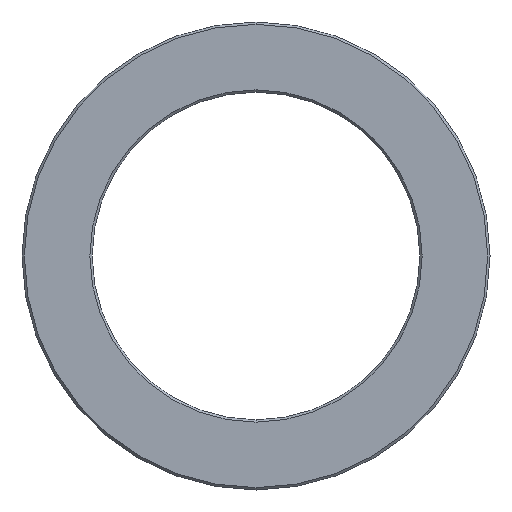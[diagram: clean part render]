
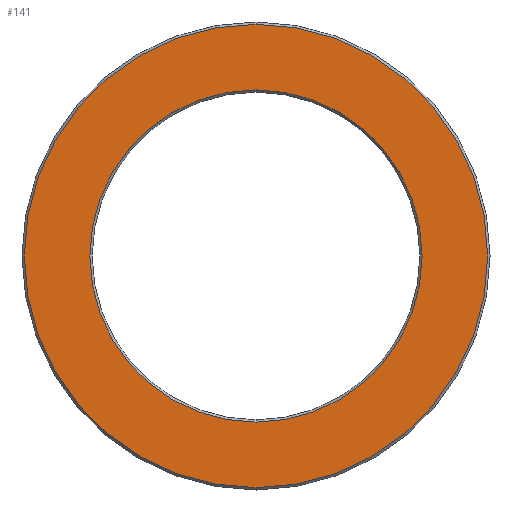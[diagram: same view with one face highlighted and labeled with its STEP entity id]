
A CAD part, front view. The second image highlights one B-rep face of the part: STEP entity #141.
In plain terms, the highlighted planar face has unit normal (0, -1, 0).
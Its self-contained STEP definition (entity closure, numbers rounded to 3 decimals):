
#11 = DIRECTION ( 'NONE',  ( 0., 0., 1. ) ) ;
#36 = DIRECTION ( 'NONE',  ( 0., 0., 1. ) ) ;
#44 = CIRCLE ( 'NONE', #178, 14.2 ) ;
#56 = ORIENTED_EDGE ( 'NONE', *, *, #316, .T. ) ;
#65 = FACE_BOUND ( 'NONE', #147, .T. ) ;
#73 = DIRECTION ( 'NONE',  ( 0., -1., 0. ) ) ;
#95 = EDGE_CURVE ( 'NONE', #139, #134, #44, .T. ) ;
#129 = ORIENTED_EDGE ( 'NONE', *, *, #211, .T. ) ;
#134 = VERTEX_POINT ( 'NONE', #349 ) ;
#138 = DIRECTION ( 'NONE',  ( 0., 0., 1. ) ) ;
#139 = VERTEX_POINT ( 'NONE', #392 ) ;
#140 = CARTESIAN_POINT ( 'NONE',  ( 0., -4., 0. ) ) ;
#141 = ADVANCED_FACE ( 'NONE', ( #65, #383 ), #163, .F. ) ;
#143 = ORIENTED_EDGE ( 'NONE', *, *, #95, .T. ) ;
#147 = EDGE_LOOP ( 'NONE', ( #143, #129 ) ) ;
#163 = PLANE ( 'NONE',  #222 ) ;
#165 = DIRECTION ( 'NONE',  ( 0., 1., 0. ) ) ;
#178 = AXIS2_PLACEMENT_3D ( 'NONE', #317, #189, #36 ) ;
#189 = DIRECTION ( 'NONE',  ( 0., 1., 0. ) ) ;
#197 = DIRECTION ( 'NONE',  ( 0., 1., 0. ) ) ;
#200 = EDGE_LOOP ( 'NONE', ( #245, #56 ) ) ;
#204 = DIRECTION ( 'NONE',  ( 0., 0., 1. ) ) ;
#209 = CARTESIAN_POINT ( 'NONE',  ( 0., -4., 19.8 ) ) ;
#211 = EDGE_CURVE ( 'NONE', #134, #139, #354, .T. ) ;
#221 = AXIS2_PLACEMENT_3D ( 'NONE', #360, #73, #204 ) ;
#222 = AXIS2_PLACEMENT_3D ( 'NONE', #351, #197, #138 ) ;
#245 = ORIENTED_EDGE ( 'NONE', *, *, #257, .T. ) ;
#247 = CIRCLE ( 'NONE', #369, 19.8 ) ;
#257 = EDGE_CURVE ( 'NONE', #297, #352, #247, .T. ) ;
#293 = AXIS2_PLACEMENT_3D ( 'NONE', #299, #165, #11 ) ;
#297 = VERTEX_POINT ( 'NONE', #209 ) ;
#299 = CARTESIAN_POINT ( 'NONE',  ( 0., -4., 0. ) ) ;
#313 = CIRCLE ( 'NONE', #221, 19.8 ) ;
#316 = EDGE_CURVE ( 'NONE', #352, #297, #313, .T. ) ;
#317 = CARTESIAN_POINT ( 'NONE',  ( 0., -4., 0. ) ) ;
#349 = CARTESIAN_POINT ( 'NONE',  ( 0., -4., 14.2 ) ) ;
#351 = CARTESIAN_POINT ( 'NONE',  ( 0., -4., 0. ) ) ;
#352 = VERTEX_POINT ( 'NONE', #404 ) ;
#354 = CIRCLE ( 'NONE', #293, 14.2 ) ;
#360 = CARTESIAN_POINT ( 'NONE',  ( 0., -4., 0. ) ) ;
#363 = DIRECTION ( 'NONE',  ( 0., -1., 0. ) ) ;
#369 = AXIS2_PLACEMENT_3D ( 'NONE', #140, #363, #397 ) ;
#383 = FACE_OUTER_BOUND ( 'NONE', #200, .T. ) ;
#392 = CARTESIAN_POINT ( 'NONE',  ( 0., -4., -14.2 ) ) ;
#397 = DIRECTION ( 'NONE',  ( 0., 0., 1. ) ) ;
#404 = CARTESIAN_POINT ( 'NONE',  ( 0., -4., -19.8 ) ) ;
